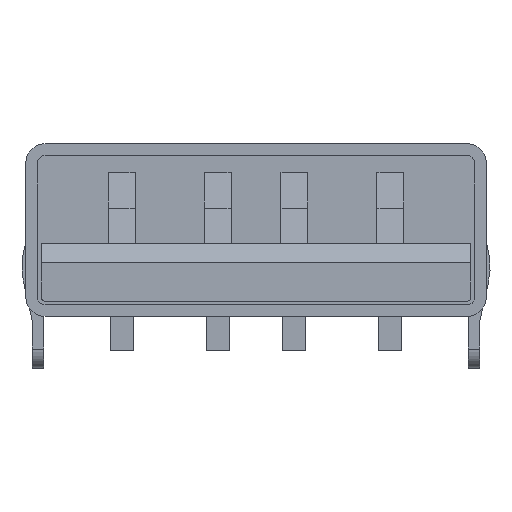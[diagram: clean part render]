
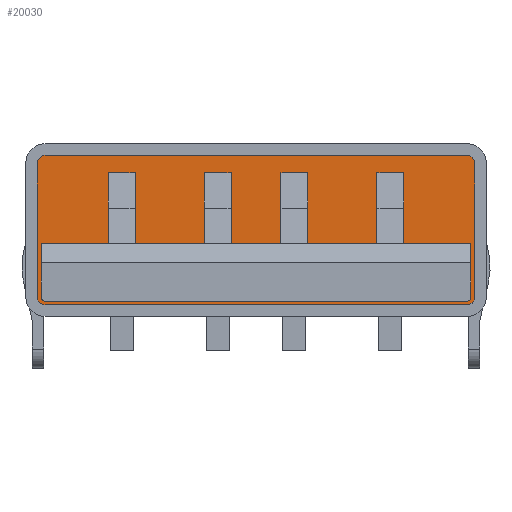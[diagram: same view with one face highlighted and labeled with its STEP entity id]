
A CAD part, front view. The second image highlights one B-rep face of the part: STEP entity #20030.
In plain terms, the highlighted planar face has unit normal (0, -1, 0).
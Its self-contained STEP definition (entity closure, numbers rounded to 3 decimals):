
#96 = EDGE_LOOP ( 'NONE', ( #4080, #10759, #1375, #11426, #17414, #5487, #20243, #15931 ) ) ;
#106 = CIRCLE ( 'NONE', #11335, 0.2 ) ;
#384 = PLANE ( 'NONE',  #9337 ) ;
#583 = CARTESIAN_POINT ( 'NONE',  ( 5.6, 0.225, 1.9 ) ) ;
#678 = CARTESIAN_POINT ( 'NONE',  ( 5.6, 0.225, 0.5 ) ) ;
#969 = CARTESIAN_POINT ( 'NONE',  ( -5.6, 0.225, 1.9 ) ) ;
#1057 = DIRECTION ( 'NONE',  ( 0., -1., 0. ) ) ;
#1375 = ORIENTED_EDGE ( 'NONE', *, *, #9126, .T. ) ;
#1426 = AXIS2_PLACEMENT_3D ( 'NONE', #17397, #2451, #2556 ) ;
#1668 = CARTESIAN_POINT ( 'NONE',  ( 5.5, 0.225, 0.5 ) ) ;
#1837 = EDGE_CURVE ( 'NONE', #5757, #13124, #17213, .T. ) ;
#1913 = CARTESIAN_POINT ( 'NONE',  ( -5.5, 0.225, 0.4 ) ) ;
#2387 = VERTEX_POINT ( 'NONE', #6589 ) ;
#2451 = DIRECTION ( 'NONE',  ( 0., -1., 0. ) ) ;
#2556 = DIRECTION ( 'NONE',  ( 0., 0., 1. ) ) ;
#2861 = VECTOR ( 'NONE', #8138, 1000. ) ;
#2925 = LINE ( 'NONE', #9598, #20554 ) ;
#3123 = CIRCLE ( 'NONE', #15314, 0.2 ) ;
#3212 = DIRECTION ( 'NONE',  ( 0., -1., 0. ) ) ;
#3266 = DIRECTION ( 'NONE',  ( 0., -1., 0. ) ) ;
#3580 = AXIS2_PLACEMENT_3D ( 'NONE', #19661, #1057, #7954 ) ;
#3802 = CARTESIAN_POINT ( 'NONE',  ( -5.5, 0.225, 0.5 ) ) ;
#4080 = ORIENTED_EDGE ( 'NONE', *, *, #5569, .T. ) ;
#4898 = DIRECTION ( 'NONE',  ( 0., 0., 1. ) ) ;
#5161 = DIRECTION ( 'NONE',  ( 1., 0., 0. ) ) ;
#5394 = CARTESIAN_POINT ( 'NONE',  ( -5.6, 0.225, 0.5 ) ) ;
#5487 = ORIENTED_EDGE ( 'NONE', *, *, #15166, .T. ) ;
#5531 = DIRECTION ( 'NONE',  ( 1., 0., 0. ) ) ;
#5569 = EDGE_CURVE ( 'NONE', #10241, #6836, #3123, .T. ) ;
#5636 = CARTESIAN_POINT ( 'NONE',  ( 5.7, 0.225, 4. ) ) ;
#5757 = VERTEX_POINT ( 'NONE', #1913 ) ;
#5960 = EDGE_CURVE ( 'NONE', #16654, #11743, #7355, .T. ) ;
#6501 = CARTESIAN_POINT ( 'NONE',  ( 5.6, 0.225, 1.9 ) ) ;
#6589 = CARTESIAN_POINT ( 'NONE',  ( -5.7, 0.225, 4. ) ) ;
#6660 = EDGE_CURVE ( 'NONE', #8233, #16654, #2925, .T. ) ;
#6725 = VERTEX_POINT ( 'NONE', #17976 ) ;
#6836 = VERTEX_POINT ( 'NONE', #16078 ) ;
#6964 = DIRECTION ( 'NONE',  ( 0., -1., 0. ) ) ;
#6972 = DIRECTION ( 'NONE',  ( 0., -1., 0. ) ) ;
#7106 = ORIENTED_EDGE ( 'NONE', *, *, #6660, .F. ) ;
#7307 = VERTEX_POINT ( 'NONE', #20204 ) ;
#7355 = LINE ( 'NONE', #14051, #7679 ) ;
#7436 = CARTESIAN_POINT ( 'NONE',  ( -5.7, 0.225, 0.5 ) ) ;
#7679 = VECTOR ( 'NONE', #12078, 1000. ) ;
#7761 = CIRCLE ( 'NONE', #3580, 0.2 ) ;
#7801 = CARTESIAN_POINT ( 'NONE',  ( 5.5, 0.225, 0.4 ) ) ;
#7954 = DIRECTION ( 'NONE',  ( 0., 0., 1. ) ) ;
#7977 = EDGE_CURVE ( 'NONE', #6836, #6725, #13282, .T. ) ;
#8060 = AXIS2_PLACEMENT_3D ( 'NONE', #1668, #3212, #15012 ) ;
#8138 = DIRECTION ( 'NONE',  ( 0., 0., 1. ) ) ;
#8233 = VERTEX_POINT ( 'NONE', #583 ) ;
#8451 = CARTESIAN_POINT ( 'NONE',  ( 5.7, 0.225, 4. ) ) ;
#8572 = CARTESIAN_POINT ( 'NONE',  ( 5.5, 0.225, 4.2 ) ) ;
#8841 = LINE ( 'NONE', #5636, #20077 ) ;
#9126 = EDGE_CURVE ( 'NONE', #6725, #17826, #11561, .T. ) ;
#9337 = AXIS2_PLACEMENT_3D ( 'NONE', #3802, #6972, #20320 ) ;
#9598 = CARTESIAN_POINT ( 'NONE',  ( 5.6, 0.225, 1.9 ) ) ;
#9733 = ORIENTED_EDGE ( 'NONE', *, *, #15550, .F. ) ;
#9773 = LINE ( 'NONE', #16095, #9833 ) ;
#9833 = VECTOR ( 'NONE', #19812, 1000. ) ;
#10102 = CARTESIAN_POINT ( 'NONE',  ( 5.5, 0.225, 0.3 ) ) ;
#10171 = ORIENTED_EDGE ( 'NONE', *, *, #5960, .F. ) ;
#10241 = VERTEX_POINT ( 'NONE', #19602 ) ;
#10279 = FACE_BOUND ( 'NONE', #17195, .T. ) ;
#10527 = DIRECTION ( 'NONE',  ( 0., 0., 1. ) ) ;
#10759 = ORIENTED_EDGE ( 'NONE', *, *, #7977, .T. ) ;
#10885 = CIRCLE ( 'NONE', #1426, 0.1 ) ;
#11065 = EDGE_CURVE ( 'NONE', #7307, #2387, #106, .T. ) ;
#11335 = AXIS2_PLACEMENT_3D ( 'NONE', #11695, #3266, #4898 ) ;
#11426 = ORIENTED_EDGE ( 'NONE', *, *, #11471, .T. ) ;
#11471 = EDGE_CURVE ( 'NONE', #17826, #16486, #8841, .T. ) ;
#11561 = CIRCLE ( 'NONE', #8060, 0.2 ) ;
#11563 = AXIS2_PLACEMENT_3D ( 'NONE', #20457, #20778, #10527 ) ;
#11695 = CARTESIAN_POINT ( 'NONE',  ( -5.5, 0.225, 4. ) ) ;
#11743 = VERTEX_POINT ( 'NONE', #5394 ) ;
#11983 = ORIENTED_EDGE ( 'NONE', *, *, #16266, .F. ) ;
#12078 = DIRECTION ( 'NONE',  ( 0., 0., -1. ) ) ;
#12189 = ORIENTED_EDGE ( 'NONE', *, *, #16101, .F. ) ;
#13124 = VERTEX_POINT ( 'NONE', #7801 ) ;
#13259 = VECTOR ( 'NONE', #5161, 1000. ) ;
#13282 = LINE ( 'NONE', #10102, #13259 ) ;
#13323 = EDGE_CURVE ( 'NONE', #2387, #10241, #14028, .T. ) ;
#14028 = LINE ( 'NONE', #7436, #15611 ) ;
#14051 = CARTESIAN_POINT ( 'NONE',  ( -5.6, 0.225, 1.9 ) ) ;
#14196 = VECTOR ( 'NONE', #5531, 1000. ) ;
#14357 = CIRCLE ( 'NONE', #11563, 0.1 ) ;
#14401 = CARTESIAN_POINT ( 'NONE',  ( 5.7, 0.225, 0.5 ) ) ;
#14701 = LINE ( 'NONE', #6501, #2861 ) ;
#15012 = DIRECTION ( 'NONE',  ( 0., 0., 1. ) ) ;
#15166 = EDGE_CURVE ( 'NONE', #17885, #7307, #9773, .T. ) ;
#15314 = AXIS2_PLACEMENT_3D ( 'NONE', #21425, #6964, #20310 ) ;
#15491 = VERTEX_POINT ( 'NONE', #678 ) ;
#15550 = EDGE_CURVE ( 'NONE', #15491, #8233, #14701, .T. ) ;
#15611 = VECTOR ( 'NONE', #17497, 1000. ) ;
#15931 = ORIENTED_EDGE ( 'NONE', *, *, #13323, .T. ) ;
#16078 = CARTESIAN_POINT ( 'NONE',  ( -5.5, 0.225, 0.3 ) ) ;
#16095 = CARTESIAN_POINT ( 'NONE',  ( -5.5, 0.225, 4.2 ) ) ;
#16101 = EDGE_CURVE ( 'NONE', #11743, #5757, #14357, .T. ) ;
#16266 = EDGE_CURVE ( 'NONE', #13124, #15491, #10885, .T. ) ;
#16346 = DIRECTION ( 'NONE',  ( -1., 0., 0. ) ) ;
#16486 = VERTEX_POINT ( 'NONE', #8451 ) ;
#16654 = VERTEX_POINT ( 'NONE', #969 ) ;
#17195 = EDGE_LOOP ( 'NONE', ( #10171, #7106, #9733, #11983, #20389, #12189 ) ) ;
#17213 = LINE ( 'NONE', #18861, #14196 ) ;
#17397 = CARTESIAN_POINT ( 'NONE',  ( 5.5, 0.225, 0.5 ) ) ;
#17414 = ORIENTED_EDGE ( 'NONE', *, *, #17581, .T. ) ;
#17497 = DIRECTION ( 'NONE',  ( 0., 0., -1. ) ) ;
#17581 = EDGE_CURVE ( 'NONE', #16486, #17885, #7761, .T. ) ;
#17826 = VERTEX_POINT ( 'NONE', #14401 ) ;
#17885 = VERTEX_POINT ( 'NONE', #8572 ) ;
#17976 = CARTESIAN_POINT ( 'NONE',  ( 5.5, 0.225, 0.3 ) ) ;
#18861 = CARTESIAN_POINT ( 'NONE',  ( -5.5, 0.225, 0.4 ) ) ;
#19602 = CARTESIAN_POINT ( 'NONE',  ( -5.7, 0.225, 0.5 ) ) ;
#19661 = CARTESIAN_POINT ( 'NONE',  ( 5.5, 0.225, 4. ) ) ;
#19812 = DIRECTION ( 'NONE',  ( -1., 0., 0. ) ) ;
#19913 = FACE_OUTER_BOUND ( 'NONE', #96, .T. ) ;
#20030 = ADVANCED_FACE ( 'NONE', ( #19913, #10279 ), #384, .T. ) ;
#20077 = VECTOR ( 'NONE', #20521, 1000. ) ;
#20204 = CARTESIAN_POINT ( 'NONE',  ( -5.5, 0.225, 4.2 ) ) ;
#20243 = ORIENTED_EDGE ( 'NONE', *, *, #11065, .T. ) ;
#20310 = DIRECTION ( 'NONE',  ( 0., 0., 1. ) ) ;
#20320 = DIRECTION ( 'NONE',  ( 0., 0., 1. ) ) ;
#20389 = ORIENTED_EDGE ( 'NONE', *, *, #1837, .F. ) ;
#20457 = CARTESIAN_POINT ( 'NONE',  ( -5.5, 0.225, 0.5 ) ) ;
#20521 = DIRECTION ( 'NONE',  ( 0., 0., 1. ) ) ;
#20554 = VECTOR ( 'NONE', #16346, 1000. ) ;
#20778 = DIRECTION ( 'NONE',  ( 0., -1., 0. ) ) ;
#21425 = CARTESIAN_POINT ( 'NONE',  ( -5.5, 0.225, 0.5 ) ) ;
